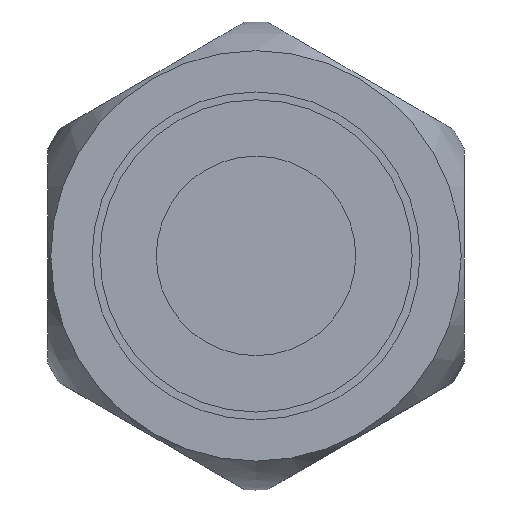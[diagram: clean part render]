
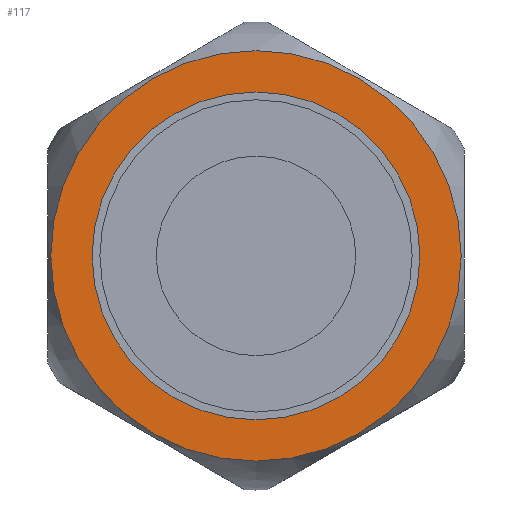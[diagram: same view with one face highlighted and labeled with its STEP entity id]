
A CAD part, front view. The second image highlights one B-rep face of the part: STEP entity #117.
In plain terms, the highlighted planar face has unit normal (0, -1, 0).
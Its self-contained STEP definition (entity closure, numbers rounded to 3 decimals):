
#117=ADVANCED_FACE('',(#153,#154),#129,.F.);
#129=PLANE('',#275);
#153=FACE_BOUND('',#174,.T.);
#154=FACE_BOUND('',#175,.T.);
#174=EDGE_LOOP('',(#202));
#175=EDGE_LOOP('',(#203));
#202=ORIENTED_EDGE('',*,*,#239,.T.);
#203=ORIENTED_EDGE('',*,*,#238,.T.);
#224=VERTEX_POINT('',#374);
#225=VERTEX_POINT('',#377);
#238=EDGE_CURVE('',#224,#224,#252,.T.);
#239=EDGE_CURVE('',#225,#225,#253,.T.);
#252=CIRCLE('',#272,11.832);
#253=CIRCLE('',#274,9.45);
#272=AXIS2_PLACEMENT_3D('',#373,#319,#320);
#274=AXIS2_PLACEMENT_3D('',#376,#323,#324);
#275=AXIS2_PLACEMENT_3D('',#378,#325,#326);
#319=DIRECTION('',(0.,-1.,0.));
#320=DIRECTION('',(0.,0.,-1.));
#323=DIRECTION('',(0.,1.,0.));
#324=DIRECTION('',(0.,0.,1.));
#325=DIRECTION('',(0.,1.,0.));
#326=DIRECTION('',(0.,0.,1.));
#373=CARTESIAN_POINT('',(0.,0.,0.));
#374=CARTESIAN_POINT('',(0.,0.,-11.832));
#376=CARTESIAN_POINT('',(0.,0.,0.));
#377=CARTESIAN_POINT('',(0.,0.,9.45));
#378=CARTESIAN_POINT('',(11.832,0.,0.));
